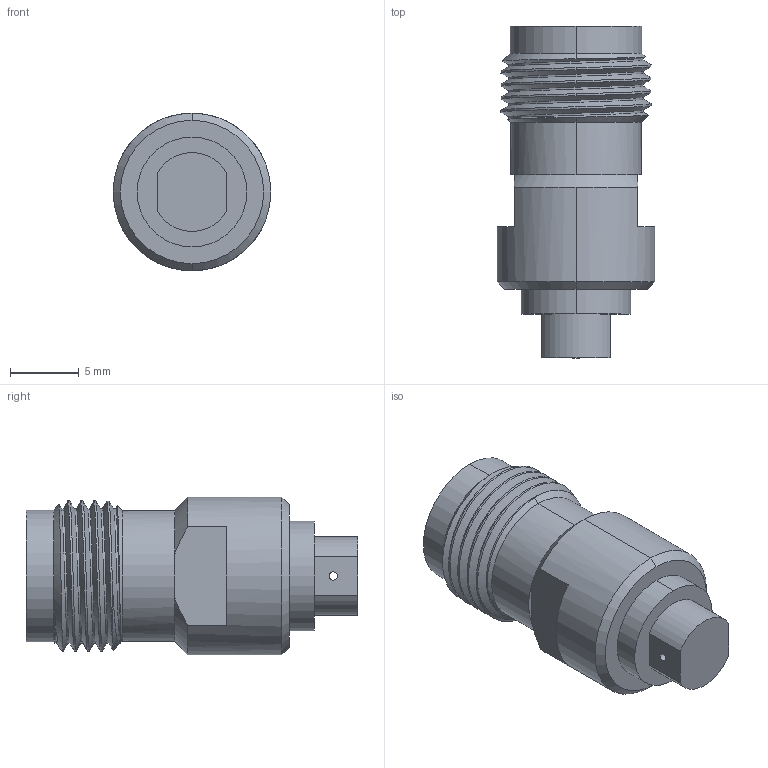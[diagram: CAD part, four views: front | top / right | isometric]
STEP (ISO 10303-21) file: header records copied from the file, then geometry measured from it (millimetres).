
FILE_DESCRIPTION((''),'2;1');
FILE_NAME('1','2021-08-28T',('Administrator'),(''),'PRO/ENGINEER BY PARAMETRIC TECHNOLOGY CORPORATION, 2012090','PRO/ENGINEER BY PARAMETRIC TECHNOLOGY CORPORATION, 2012090','');
FILE_SCHEMA(('CONFIG_CONTROL_DESIGN'));
Length unit declared in the file: millimetre
Products named in the file (1): 1
Bounding box: 11.5 x 24.2 x 11.5 mm (x, y, z)
Volume: 1432.9 mm3; surface area: 1371.3 mm2
Topology: 1 solids, 1 shells, 79 faces, 204 edges, 130 vertices
Faces by surface type: plane 31, cylinder 26, cone 16, bspline 6
Entity records: 4057 total; most frequent: CARTESIAN_POINT 2122, ORIENTED_EDGE 404, DIRECTION 385, EDGE_CURVE 202, AXIS2_PLACEMENT_3D 149, VERTEX_POINT 130, VECTOR 87, LINE 87
